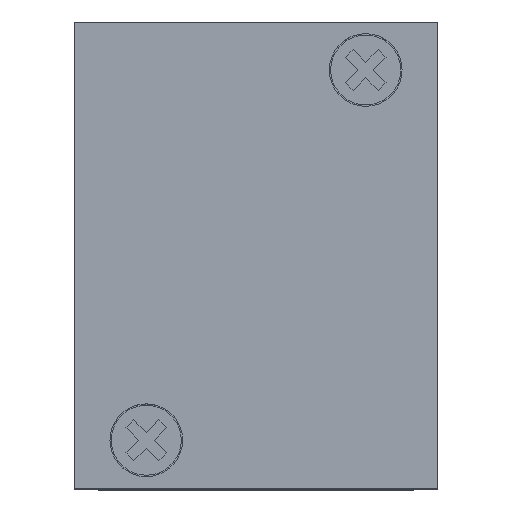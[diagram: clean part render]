
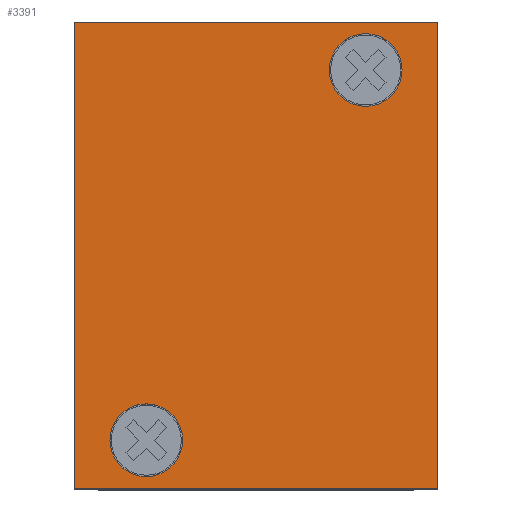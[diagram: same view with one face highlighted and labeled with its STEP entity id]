
A CAD part, top view. The second image highlights one B-rep face of the part: STEP entity #3391.
In plain terms, the highlighted planar face has unit normal (0, 0, 1).
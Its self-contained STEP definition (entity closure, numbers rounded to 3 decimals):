
#387 = EDGE_CURVE ( 'NONE', #4501, #4467, #4716, .T. ) ;
#395 = EDGE_CURVE ( 'NONE', #4599, #4478, #4728, .T. ) ;
#406 = DIRECTION ( 'NONE',  ( 1., 0., 0. ) ) ;
#616 = EDGE_LOOP ( 'NONE', ( #1899, #1900 ) ) ;
#623 = EDGE_LOOP ( 'NONE', ( #707, #708, #709, #710 ) ) ;
#646 = EDGE_LOOP ( 'NONE', ( #1901, #1902 ) ) ;
#707 = ORIENTED_EDGE ( 'NONE', *, *, #2638, .F. ) ;
#708 = ORIENTED_EDGE ( 'NONE', *, *, #2636, .F. ) ;
#709 = ORIENTED_EDGE ( 'NONE', *, *, #2634, .T. ) ;
#710 = ORIENTED_EDGE ( 'NONE', *, *, #2631, .T. ) ;
#1233 = DIRECTION ( 'NONE',  ( 1., 0., 0. ) ) ;
#1234 = DIRECTION ( 'NONE',  ( 0., 0., 1. ) ) ;
#1235 = CARTESIAN_POINT ( 'NONE',  ( 8., 30.5, 0. ) ) ;
#1237 = DIRECTION ( 'NONE',  ( 0., -1., 0. ) ) ;
#1238 = CARTESIAN_POINT ( 'NONE',  ( 13.25, -16.671, 0. ) ) ;
#1241 = DIRECTION ( 'NONE',  ( 1., 0., 0. ) ) ;
#1242 = CARTESIAN_POINT ( 'NONE',  ( 0., 34., 0. ) ) ;
#1247 = DIRECTION ( 'NONE',  ( 0., -1., 0. ) ) ;
#1248 = CARTESIAN_POINT ( 'NONE',  ( -13.25, -16.671, 0. ) ) ;
#1254 = DIRECTION ( 'NONE',  ( 1., 0., 0. ) ) ;
#1255 = CARTESIAN_POINT ( 'NONE',  ( 0., 0., 0. ) ) ;
#1267 = DIRECTION ( 'NONE',  ( 1., 0., 0. ) ) ;
#1268 = DIRECTION ( 'NONE',  ( 0., 0., 1. ) ) ;
#1269 = CARTESIAN_POINT ( 'NONE',  ( -8., 3.5, 0. ) ) ;
#1463 = FACE_BOUND ( 'NONE', #616, .T. ) ;
#1464 = FACE_BOUND ( 'NONE', #646, .T. ) ;
#1465 = FACE_OUTER_BOUND ( 'NONE', #623, .T. ) ;
#1899 = ORIENTED_EDGE ( 'NONE', *, *, #2639, .F. ) ;
#1900 = ORIENTED_EDGE ( 'NONE', *, *, #387, .F. ) ;
#1901 = ORIENTED_EDGE ( 'NONE', *, *, #2626, .F. ) ;
#1902 = ORIENTED_EDGE ( 'NONE', *, *, #395, .F. ) ;
#2626 = EDGE_CURVE ( 'NONE', #4478, #4599, #4898, .T. ) ;
#2631 = EDGE_CURVE ( 'NONE', #3495, #3496, #4906, .T. ) ;
#2634 = EDGE_CURVE ( 'NONE', #3497, #3495, #4912, .T. ) ;
#2636 = EDGE_CURVE ( 'NONE', #3497, #3498, #4916, .T. ) ;
#2638 = EDGE_CURVE ( 'NONE', #3498, #3496, #4920, .T. ) ;
#2639 = EDGE_CURVE ( 'NONE', #4467, #4501, #4922, .T. ) ;
#2802 = AXIS2_PLACEMENT_3D ( 'NONE', #3026, #3025, #3024 ) ;
#2806 = AXIS2_PLACEMENT_3D ( 'NONE', #3000, #2999, #2997 ) ;
#2997 = DIRECTION ( 'NONE',  ( 1., 0., 0. ) ) ;
#2999 = DIRECTION ( 'NONE',  ( 0., 0., 1. ) ) ;
#3000 = CARTESIAN_POINT ( 'NONE',  ( -8., 3.5, 0. ) ) ;
#3024 = DIRECTION ( 'NONE',  ( 1., 0., 0. ) ) ;
#3025 = DIRECTION ( 'NONE',  ( 0., 0., 1. ) ) ;
#3026 = CARTESIAN_POINT ( 'NONE',  ( 8., 30.5, 0. ) ) ;
#3391 = ADVANCED_FACE ( 'NONE', ( #1463, #1464, #1465 ), #4505, .T. ) ;
#3495 = VERTEX_POINT ( 'NONE', #5070 ) ;
#3496 = VERTEX_POINT ( 'NONE', #5071 ) ;
#3497 = VERTEX_POINT ( 'NONE', #5072 ) ;
#3498 = VERTEX_POINT ( 'NONE', #5073 ) ;
#3530 = AXIS2_PLACEMENT_3D ( 'NONE', #1269, #1268, #1267 ) ;
#3531 = AXIS2_PLACEMENT_3D ( 'NONE', #1235, #1234, #1233 ) ;
#3602 = AXIS2_PLACEMENT_3D ( 'NONE', #4507, #4506, #406 ) ;
#4467 = VERTEX_POINT ( 'NONE', #5291 ) ;
#4478 = VERTEX_POINT ( 'NONE', #5302 ) ;
#4501 = VERTEX_POINT ( 'NONE', #5325 ) ;
#4505 = PLANE ( 'NONE',  #3602 ) ;
#4506 = DIRECTION ( 'NONE',  ( 0., 0., 1. ) ) ;
#4507 = CARTESIAN_POINT ( 'NONE',  ( 0., -16.671, 0. ) ) ;
#4599 = VERTEX_POINT ( 'NONE', #5348 ) ;
#4716 = CIRCLE ( 'NONE', #2802, 2.65 ) ;
#4728 = CIRCLE ( 'NONE', #2806, 2.65 ) ;
#4898 = CIRCLE ( 'NONE', #3530, 2.65 ) ;
#4906 = LINE ( 'NONE', #1255, #4907 ) ;
#4907 = VECTOR ( 'NONE', #1254, 1000. ) ;
#4912 = LINE ( 'NONE', #1248, #4913 ) ;
#4913 = VECTOR ( 'NONE', #1247, 1000. ) ;
#4916 = LINE ( 'NONE', #1242, #4917 ) ;
#4917 = VECTOR ( 'NONE', #1241, 1000. ) ;
#4920 = LINE ( 'NONE', #1238, #4921 ) ;
#4921 = VECTOR ( 'NONE', #1237, 1000. ) ;
#4922 = CIRCLE ( 'NONE', #3531, 2.65 ) ;
#5070 = CARTESIAN_POINT ( 'NONE',  ( -13.25, 0., 0. ) ) ;
#5071 = CARTESIAN_POINT ( 'NONE',  ( 13.25, 0., 0. ) ) ;
#5072 = CARTESIAN_POINT ( 'NONE',  ( -13.25, 34., 0. ) ) ;
#5073 = CARTESIAN_POINT ( 'NONE',  ( 13.25, 34., 0. ) ) ;
#5291 = CARTESIAN_POINT ( 'NONE',  ( 10.65, 30.5, 0. ) ) ;
#5302 = CARTESIAN_POINT ( 'NONE',  ( -5.35, 3.5, 0. ) ) ;
#5325 = CARTESIAN_POINT ( 'NONE',  ( 5.35, 30.5, 0. ) ) ;
#5348 = CARTESIAN_POINT ( 'NONE',  ( -10.65, 3.5, 0. ) ) ;
